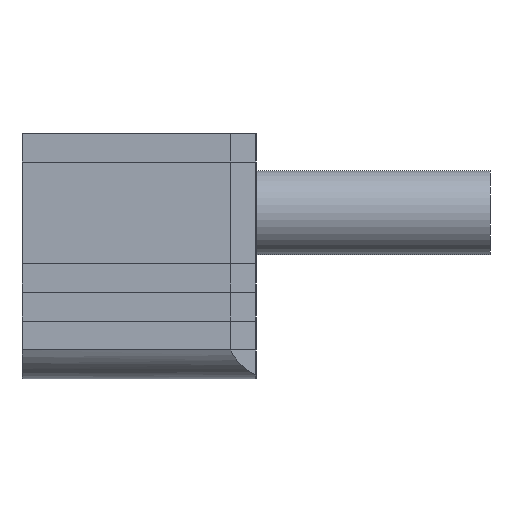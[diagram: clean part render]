
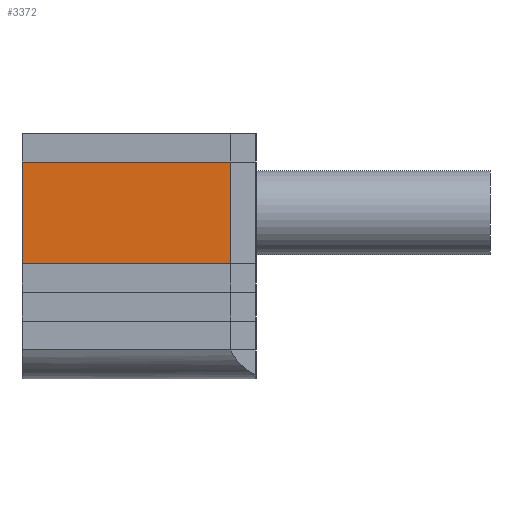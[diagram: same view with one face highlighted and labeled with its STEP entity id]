
A CAD part, left-side view. The second image highlights one B-rep face of the part: STEP entity #3372.
In plain terms, the highlighted face is planar.
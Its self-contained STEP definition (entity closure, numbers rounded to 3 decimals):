
#15 = CARTESIAN_POINT ( 'NONE',  ( -2.6, 6.5, -10. ) ) ;
#127 = VERTEX_POINT ( 'NONE', #1697 ) ;
#486 = ORIENTED_EDGE ( 'NONE', *, *, #2667, .F. ) ;
#615 = PLANE ( 'NONE',  #1381 ) ;
#782 = CARTESIAN_POINT ( 'NONE',  ( 2.6, -4.2, -10. ) ) ;
#796 = DIRECTION ( 'NONE',  ( 0., -1., 0. ) ) ;
#877 = VECTOR ( 'NONE', #2909, 1000. ) ;
#1262 = EDGE_CURVE ( 'NONE', #2941, #2191, #4362, .T. ) ;
#1381 = AXIS2_PLACEMENT_3D ( 'NONE', #2565, #2251, #2661 ) ;
#1514 = DIRECTION ( 'NONE',  ( -1., 0., 0. ) ) ;
#1697 = CARTESIAN_POINT ( 'NONE',  ( 2.6, -4.2, -10. ) ) ;
#1726 = CARTESIAN_POINT ( 'NONE',  ( -2.6, 0., -10. ) ) ;
#1750 = VECTOR ( 'NONE', #3711, 1000. ) ;
#1972 = ORIENTED_EDGE ( 'NONE', *, *, #2020, .T. ) ;
#2020 = EDGE_CURVE ( 'NONE', #2139, #127, #4287, .T. ) ;
#2139 = VERTEX_POINT ( 'NONE', #3360 ) ;
#2191 = VERTEX_POINT ( 'NONE', #2960 ) ;
#2251 = DIRECTION ( 'NONE',  ( 0., 0., -1. ) ) ;
#2522 = LINE ( 'NONE', #3529, #3024 ) ;
#2565 = CARTESIAN_POINT ( 'NONE',  ( 2.6, 0., -10. ) ) ;
#2612 = CARTESIAN_POINT ( 'NONE',  ( 2.6, 0., -10. ) ) ;
#2661 = DIRECTION ( 'NONE',  ( -1., 0., 0. ) ) ;
#2667 = EDGE_CURVE ( 'NONE', #2139, #2941, #2522, .T. ) ;
#2771 = EDGE_CURVE ( 'NONE', #127, #2191, #3856, .T. ) ;
#2899 = FACE_OUTER_BOUND ( 'NONE', #4100, .T. ) ;
#2909 = DIRECTION ( 'NONE',  ( -1., 0., 0. ) ) ;
#2941 = VERTEX_POINT ( 'NONE', #15 ) ;
#2960 = CARTESIAN_POINT ( 'NONE',  ( -2.6, -4.2, -10. ) ) ;
#3004 = ORIENTED_EDGE ( 'NONE', *, *, #1262, .F. ) ;
#3024 = VECTOR ( 'NONE', #1514, 1000. ) ;
#3276 = ORIENTED_EDGE ( 'NONE', *, *, #2771, .T. ) ;
#3360 = CARTESIAN_POINT ( 'NONE',  ( 2.6, 6.5, -10. ) ) ;
#3372 = ADVANCED_FACE ( 'NONE', ( #2899 ), #615, .T. ) ;
#3529 = CARTESIAN_POINT ( 'NONE',  ( 2.6, 6.5, -10. ) ) ;
#3605 = VECTOR ( 'NONE', #796, 1000. ) ;
#3711 = DIRECTION ( 'NONE',  ( 0., -1., 0. ) ) ;
#3856 = LINE ( 'NONE', #782, #877 ) ;
#4100 = EDGE_LOOP ( 'NONE', ( #1972, #3276, #3004, #486 ) ) ;
#4287 = LINE ( 'NONE', #2612, #3605 ) ;
#4362 = LINE ( 'NONE', #1726, #1750 ) ;
